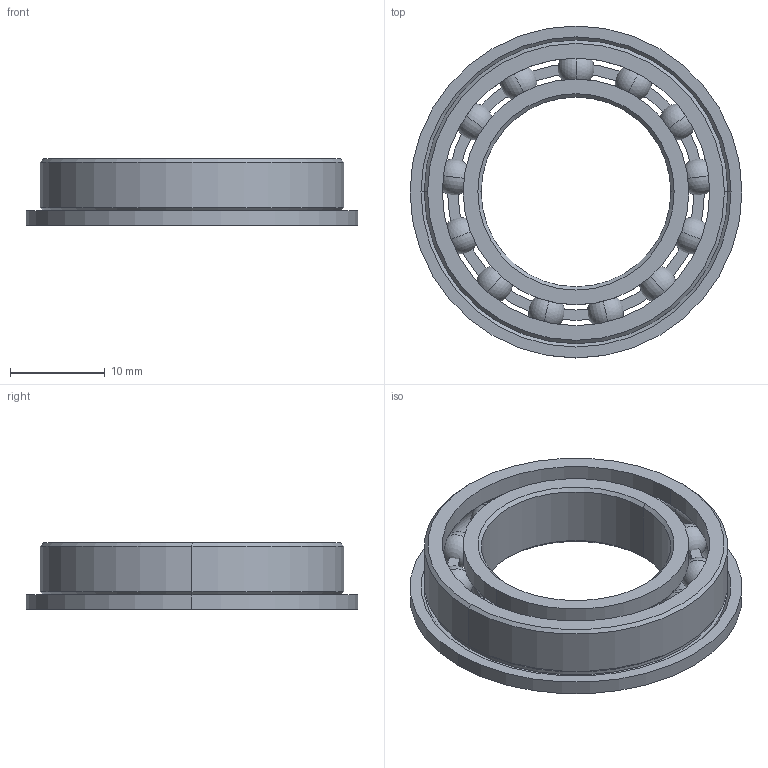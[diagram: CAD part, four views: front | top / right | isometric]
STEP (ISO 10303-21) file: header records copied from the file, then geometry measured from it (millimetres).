
FILE_DESCRIPTION (( 'STEP AP203' ), '1' );
FILE_NAME ('4390N139_Flanged Ultra-Thin Ball Bearing.STEP', '2021-09-13T21:22:21', ( 'Administrator' ), ( 'Managed by Terraform' ), 'SwSTEP 2.0', 'SolidWorks 2017', '' );
FILE_SCHEMA (( 'CONFIG_CONTROL_DESIGN' ));
Length unit declared in the file: millimetre
Products named in the file (1): 4390N139_Flanged Ultra-Thin Ball Bearing
Bounding box: 35 x 35 x 7 mm (x, y, z)
Volume: 2494.4 mm3; surface area: 4208.3 mm2
Topology: 16 solids, 16 shells, 70 faces, 179 edges, 117 vertices
Faces by surface type: sphere 26, cylinder 20, cone 10, plane 8, torus 6
Entity records: 1729 total; most frequent: DIRECTION 340, CARTESIAN_POINT 263, ORIENTED_EDGE 228, AXIS2_PLACEMENT_3D 155, EDGE_CURVE 114, CIRCLE 84, EDGE_LOOP 78, VERTEX_POINT 78
